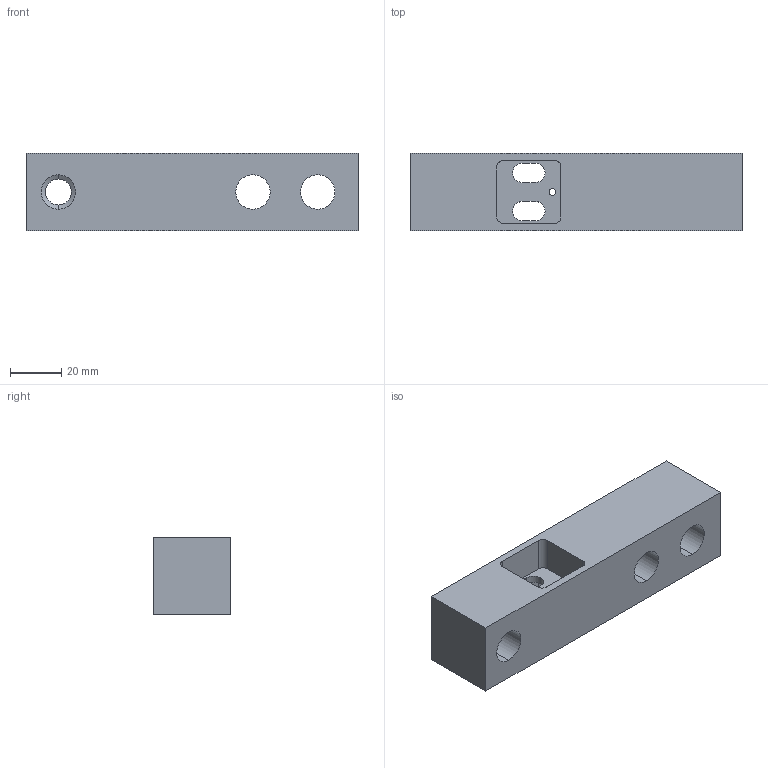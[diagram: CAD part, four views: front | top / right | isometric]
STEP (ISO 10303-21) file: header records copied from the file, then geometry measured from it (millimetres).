
FILE_DESCRIPTION (( 'STEP AP214' ), '1' );
FILE_NAME ('208128_Rev 0-NB2-1000kg-Element-Drawing.STEP', '2019-11-05T09:10:35', ( '' ), ( '' ), 'SwSTEP 2.0', 'SolidWorks 2013', '' );
FILE_SCHEMA (( 'AUTOMOTIVE_DESIGN' ));
Length unit declared in the file: millimetre
Products named in the file (1): 208128_Rev 0-NB2-1000kg-Element-Drawing
Bounding box: 130.05 x 30.23 x 30.23 mm (x, y, z)
Volume: 87907.2 mm3; surface area: 24117.7 mm2
Topology: 1 solids, 1 shells, 52 faces, 136 edges, 88 vertices
Faces by surface type: cylinder 28, plane 20, cone 4
Entity records: 1768 total; most frequent: CARTESIAN_POINT 333, DIRECTION 294, ORIENTED_EDGE 272, EDGE_CURVE 136, AXIS2_PLACEMENT_3D 107, VERTEX_POINT 88, LINE 80, VECTOR 80
